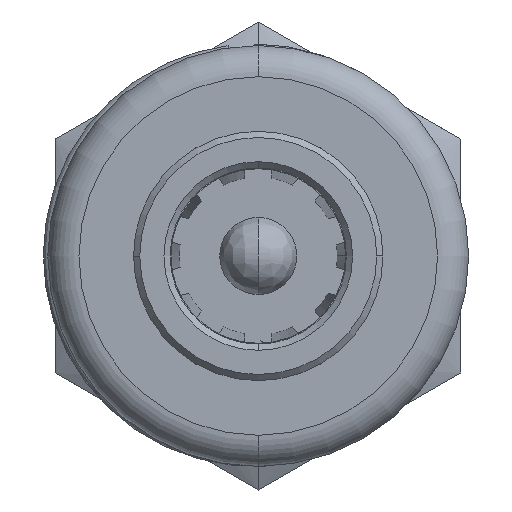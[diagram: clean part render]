
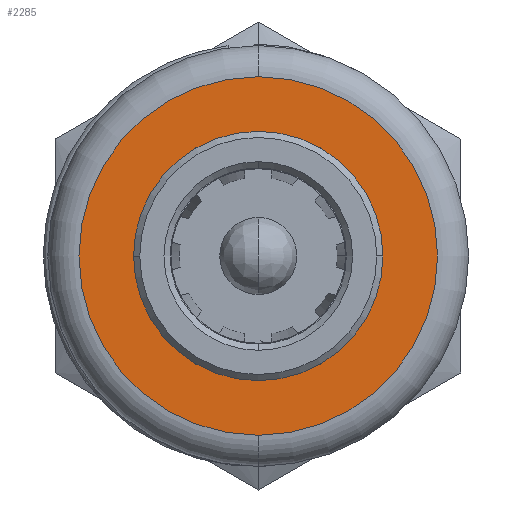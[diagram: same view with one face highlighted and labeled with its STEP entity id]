
A CAD part, left-side view. The second image highlights one B-rep face of the part: STEP entity #2285.
In plain terms, the highlighted planar face has unit normal (-1, 0, 0).
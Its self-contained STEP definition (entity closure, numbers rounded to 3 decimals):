
#382 = CIRCLE ( 'NONE', #40101, 5.75 ) ;
#451 = AXIS2_PLACEMENT_3D ( 'NONE', #16558, #16163, #28390 ) ;
#461 = ORIENTED_EDGE ( 'NONE', *, *, #22365, .T. ) ;
#2257 = ORIENTED_EDGE ( 'NONE', *, *, #35719, .F. ) ;
#2285 = ADVANCED_FACE ( 'NONE', ( #7017, #32297 ), #13141, .F. ) ;
#4361 = DIRECTION ( 'NONE',  ( 1., 0., 0. ) ) ;
#4916 = CARTESIAN_POINT ( 'NONE',  ( 0., 0., 5.75 ) ) ;
#6416 = EDGE_CURVE ( 'NONE', #13125, #20993, #28531, .T. ) ;
#6721 = CARTESIAN_POINT ( 'NONE',  ( 0., 0., 0. ) ) ;
#7017 = FACE_OUTER_BOUND ( 'NONE', #21566, .T. ) ;
#7032 = CARTESIAN_POINT ( 'NONE',  ( 0., 0., -5.75 ) ) ;
#7488 = CARTESIAN_POINT ( 'NONE',  ( 0., 0., 0. ) ) ;
#7699 = DIRECTION ( 'NONE',  ( -1., 0., 0. ) ) ;
#9692 = CARTESIAN_POINT ( 'NONE',  ( 0., 0., -6.75 ) ) ;
#11921 = ORIENTED_EDGE ( 'NONE', *, *, #39421, .T. ) ;
#12559 = DIRECTION ( 'NONE',  ( -1., 0., 0. ) ) ;
#12926 = AXIS2_PLACEMENT_3D ( 'NONE', #6721, #31211, #34685 ) ;
#13125 = VERTEX_POINT ( 'NONE', #15409 ) ;
#13141 = PLANE ( 'NONE',  #27802 ) ;
#13597 = CIRCLE ( 'NONE', #36402, 5.75 ) ;
#15409 = CARTESIAN_POINT ( 'NONE',  ( 0., 0., 4. ) ) ;
#16163 = DIRECTION ( 'NONE',  ( -1., 0., 0. ) ) ;
#16558 = CARTESIAN_POINT ( 'NONE',  ( 0., 0., 0. ) ) ;
#20039 = CARTESIAN_POINT ( 'NONE',  ( 0., 0., 0. ) ) ;
#20139 = DIRECTION ( 'NONE',  ( 0., 0., -1. ) ) ;
#20652 = EDGE_LOOP ( 'NONE', ( #37395, #2257 ) ) ;
#20993 = VERTEX_POINT ( 'NONE', #38330 ) ;
#21566 = EDGE_LOOP ( 'NONE', ( #461, #11921 ) ) ;
#22151 = DIRECTION ( 'NONE',  ( 0., 0., -1. ) ) ;
#22365 = EDGE_CURVE ( 'NONE', #38322, #36255, #382, .T. ) ;
#23940 = CIRCLE ( 'NONE', #451, 4. ) ;
#27802 = AXIS2_PLACEMENT_3D ( 'NONE', #9692, #4361, #31685 ) ;
#28390 = DIRECTION ( 'NONE',  ( 0., 0., 1. ) ) ;
#28531 = CIRCLE ( 'NONE', #12926, 4. ) ;
#31211 = DIRECTION ( 'NONE',  ( -1., 0., 0. ) ) ;
#31685 = DIRECTION ( 'NONE',  ( 0., 0., -1. ) ) ;
#32297 = FACE_BOUND ( 'NONE', #20652, .T. ) ;
#34685 = DIRECTION ( 'NONE',  ( 0., 0., 1. ) ) ;
#35719 = EDGE_CURVE ( 'NONE', #20993, #13125, #23940, .T. ) ;
#36255 = VERTEX_POINT ( 'NONE', #4916 ) ;
#36402 = AXIS2_PLACEMENT_3D ( 'NONE', #7488, #7699, #20139 ) ;
#37395 = ORIENTED_EDGE ( 'NONE', *, *, #6416, .F. ) ;
#38322 = VERTEX_POINT ( 'NONE', #7032 ) ;
#38330 = CARTESIAN_POINT ( 'NONE',  ( 0., 0., -4. ) ) ;
#39421 = EDGE_CURVE ( 'NONE', #36255, #38322, #13597, .T. ) ;
#40101 = AXIS2_PLACEMENT_3D ( 'NONE', #20039, #12559, #22151 ) ;
